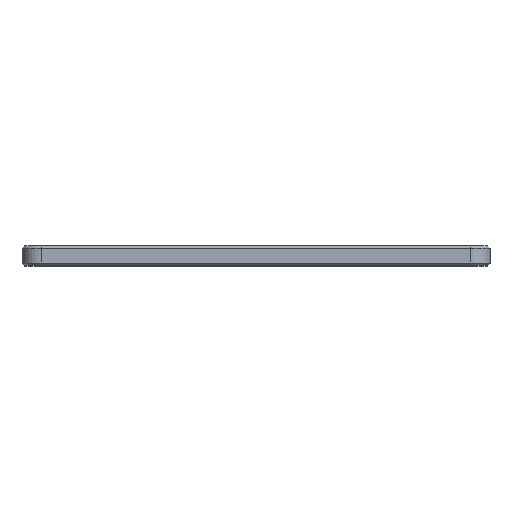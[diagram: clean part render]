
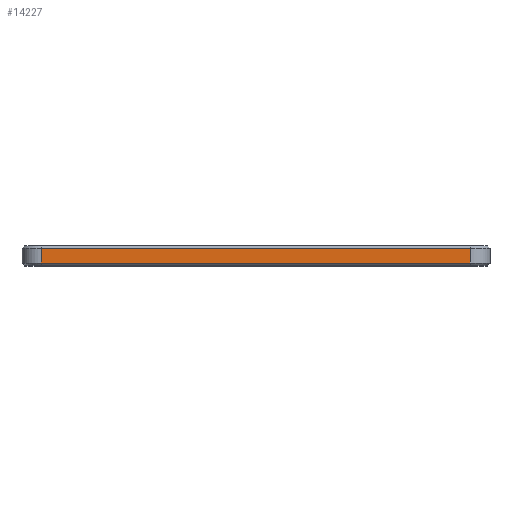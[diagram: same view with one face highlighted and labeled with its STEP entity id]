
A CAD part, top view. The second image highlights one B-rep face of the part: STEP entity #14227.
In plain terms, the highlighted planar face has unit normal (0, 0, 1).
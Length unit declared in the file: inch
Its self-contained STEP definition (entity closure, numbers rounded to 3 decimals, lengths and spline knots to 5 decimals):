
#1664=DIRECTION('',(1.,0.,0.));
#1665=VECTOR('',#1664,11.);
#1666=CARTESIAN_POINT('',(0.5,0.44,0.));
#1667=LINE('',#1666,#1665);
#1685=DIRECTION('',(0.,1.,0.));
#1686=VECTOR('',#1685,0.38);
#1687=CARTESIAN_POINT('',(0.5,0.06,0.));
#1688=LINE('',#1687,#1686);
#3228=DIRECTION('',(1.,0.,0.));
#3229=VECTOR('',#3228,11.);
#3230=CARTESIAN_POINT('',(0.5,0.06,0.));
#3231=LINE('',#3230,#3229);
#3236=DIRECTION('',(0.,-1.,0.));
#3237=VECTOR('',#3236,0.38);
#3238=CARTESIAN_POINT('',(11.5,0.44,0.));
#3239=LINE('',#3238,#3237);
#11964=CARTESIAN_POINT('',(11.5,0.44,0.));
#11965=CARTESIAN_POINT('',(11.5,0.06,0.));
#11966=VERTEX_POINT('',#11964);
#11967=VERTEX_POINT('',#11965);
#11992=CARTESIAN_POINT('',(0.5,0.44,0.));
#11993=VERTEX_POINT('',#11992);
#11994=CARTESIAN_POINT('',(0.5,0.06,0.));
#11995=VERTEX_POINT('',#11994);
#14215=CARTESIAN_POINT('',(6.,0.25,0.));
#14216=DIRECTION('',(0.,0.,1.));
#14217=DIRECTION('',(-1.,0.,0.));
#14218=AXIS2_PLACEMENT_3D('',#14215,#14216,#14217);
#14219=PLANE('',#14218);
#14220=ORIENTED_EDGE('',*,*,#13038,.T.);
#14222=ORIENTED_EDGE('',*,*,#14221,.T.);
#14223=ORIENTED_EDGE('',*,*,#14199,.F.);
#14224=ORIENTED_EDGE('',*,*,#13079,.T.);
#14225=EDGE_LOOP('',(#14220,#14222,#14223,#14224));
#14226=FACE_OUTER_BOUND('',#14225,.F.);
#13038=EDGE_CURVE('',#11993,#11966,#1667,.T.);
#13079=EDGE_CURVE('',#11995,#11993,#1688,.T.);
#14199=EDGE_CURVE('',#11995,#11967,#3231,.T.);
#14221=EDGE_CURVE('',#11966,#11967,#3239,.T.);
#14227=ADVANCED_FACE('',(#14226),#14219,.T.);
